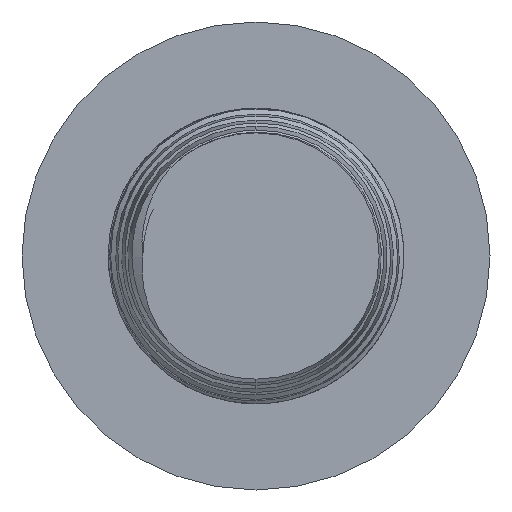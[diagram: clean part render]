
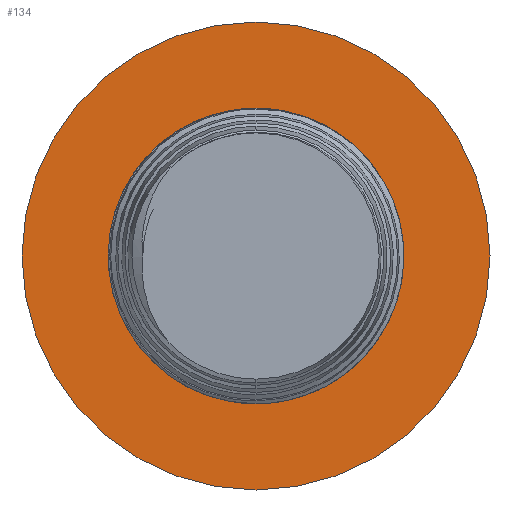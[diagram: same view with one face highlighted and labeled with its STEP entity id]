
A CAD part, front view. The second image highlights one B-rep face of the part: STEP entity #134.
In plain terms, the highlighted planar face has unit normal (0, -1, 0).
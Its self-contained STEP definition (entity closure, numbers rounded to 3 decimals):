
#99 = VERTEX_POINT ( 'NONE', #675 ) ;
#132 = EDGE_CURVE ( 'NONE', #2690, #2689, #920, .T. ) ;
#134 = ADVANCED_FACE ( 'NONE', ( #925, #917 ), #798, .F. ) ;
#135 = ORIENTED_EDGE ( 'NONE', *, *, #132, .T. ) ;
#136 = ORIENTED_EDGE ( 'NONE', *, *, #2688, .T. ) ;
#190 = EDGE_CURVE ( 'NONE', #191, #99, #774, .T. ) ;
#191 = VERTEX_POINT ( 'NONE', #775 ) ;
#206 = EDGE_LOOP ( 'NONE', ( #135, #136 ) ) ;
#208 = ORIENTED_EDGE ( 'NONE', *, *, #213, .F. ) ;
#209 = ORIENTED_EDGE ( 'NONE', *, *, #190, .F. ) ;
#213 = EDGE_CURVE ( 'NONE', #99, #191, #1024, .T. ) ;
#214 = EDGE_LOOP ( 'NONE', ( #208, #209 ) ) ;
#675 = CARTESIAN_POINT ( 'NONE',  ( 0., -5., -9.5 ) ) ;
#769 = DIRECTION ( 'NONE',  ( 0., 0., -1. ) ) ;
#770 = DIRECTION ( 'NONE',  ( 0., 1., 0. ) ) ;
#771 = CARTESIAN_POINT ( 'NONE',  ( 0., -5., 0. ) ) ;
#774 = CIRCLE ( 'NONE', #780, 9.5 ) ;
#775 = CARTESIAN_POINT ( 'NONE',  ( 0., -5., 9.5 ) ) ;
#780 = AXIS2_PLACEMENT_3D ( 'NONE', #771, #770, #769 ) ;
#787 = AXIS2_PLACEMENT_3D ( 'NONE', #810, #926, #916 ) ;
#795 = DIRECTION ( 'NONE',  ( 0., 1., 0. ) ) ;
#798 = PLANE ( 'NONE',  #918 ) ;
#810 = CARTESIAN_POINT ( 'NONE',  ( 0., -5., 0. ) ) ;
#909 = DIRECTION ( 'NONE',  ( 0., 0., 1. ) ) ;
#914 = CARTESIAN_POINT ( 'NONE',  ( -9.614, -5., -9.614 ) ) ;
#916 = DIRECTION ( 'NONE',  ( 1., 0., 0. ) ) ;
#917 = FACE_OUTER_BOUND ( 'NONE', #214, .T. ) ;
#918 = AXIS2_PLACEMENT_3D ( 'NONE', #914, #795, #909 ) ;
#920 = CIRCLE ( 'NONE', #787, 5. ) ;
#925 = FACE_BOUND ( 'NONE', #206, .T. ) ;
#926 = DIRECTION ( 'NONE',  ( 0., 1., 0. ) ) ;
#1019 = AXIS2_PLACEMENT_3D ( 'NONE', #1088, #1087, #1086 ) ;
#1024 = CIRCLE ( 'NONE', #1019, 9.5 ) ;
#1086 = DIRECTION ( 'NONE',  ( 0., 0., -1. ) ) ;
#1087 = DIRECTION ( 'NONE',  ( 0., 1., 0. ) ) ;
#1088 = CARTESIAN_POINT ( 'NONE',  ( 0., -5., 0. ) ) ;
#2443 = CARTESIAN_POINT ( 'NONE',  ( -5., -5., 0. ) ) ;
#2452 = AXIS2_PLACEMENT_3D ( 'NONE', #2589, #2620, #2619 ) ;
#2589 = CARTESIAN_POINT ( 'NONE',  ( 0., -5., 0. ) ) ;
#2591 = CIRCLE ( 'NONE', #2452, 5. ) ;
#2616 = CARTESIAN_POINT ( 'NONE',  ( 5., -5., 0. ) ) ;
#2619 = DIRECTION ( 'NONE',  ( 1., 0., 0. ) ) ;
#2620 = DIRECTION ( 'NONE',  ( 0., 1., 0. ) ) ;
#2688 = EDGE_CURVE ( 'NONE', #2689, #2690, #2591, .T. ) ;
#2689 = VERTEX_POINT ( 'NONE', #2443 ) ;
#2690 = VERTEX_POINT ( 'NONE', #2616 ) ;
